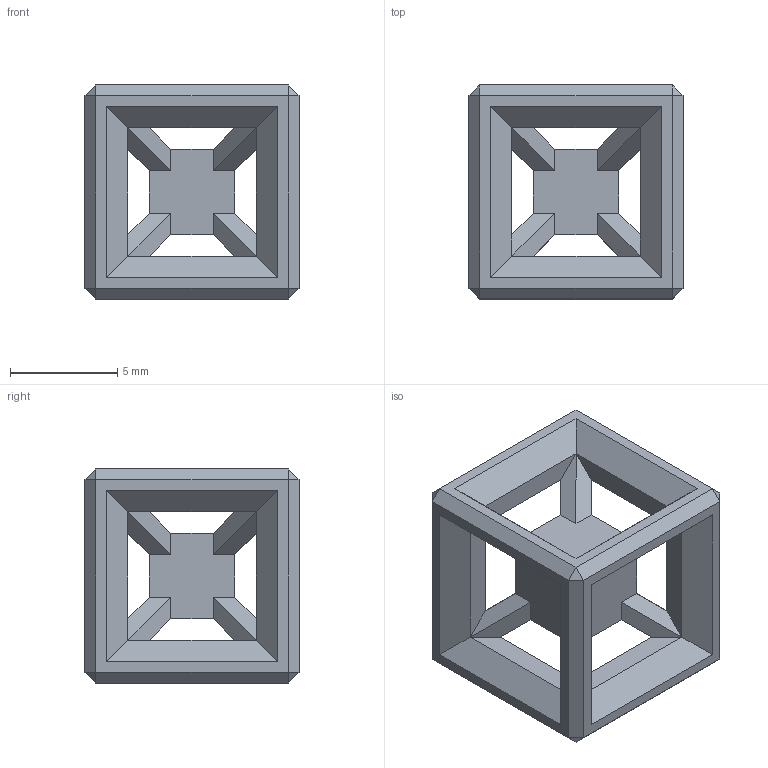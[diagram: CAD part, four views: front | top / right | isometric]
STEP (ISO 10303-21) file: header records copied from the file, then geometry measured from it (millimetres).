
FILE_DESCRIPTION (( 'STEP AP203' ), '1' );
FILE_NAME ('frame_hyper_cube.STEP', '2025-06-01T06:58:56', ( '' ), ( '' ), 'SwSTEP 2.0', 'SolidWorks 2025', '' );
FILE_SCHEMA (( 'CONFIG_CONTROL_DESIGN' ));
Length unit declared in the file: millimetre
Products named in the file (1): frame_hyper_cube
Bounding box: 10 x 10 x 10 mm (x, y, z)
Volume: 353.7 mm3; surface area: 711.5 mm2
Topology: 1 solids, 1 shells, 128 faces, 288 edges, 144 vertices
Faces by surface type: plane 128
Entity records: 3425 total; most frequent: ORIENTED_EDGE 576, CARTESIAN_POINT 561, DIRECTION 546, EDGE_CURVE 288, VECTOR 288, LINE 288, VERTEX_POINT 144, EDGE_LOOP 134
